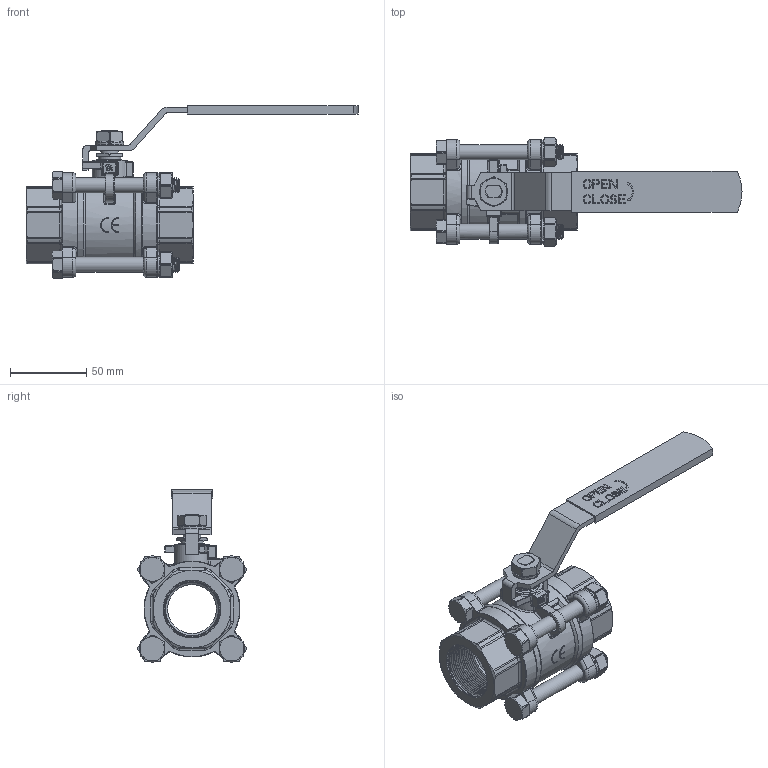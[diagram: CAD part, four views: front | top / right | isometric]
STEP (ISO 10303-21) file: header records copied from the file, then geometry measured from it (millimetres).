
FILE_DESCRIPTION((''),'2;1');
FILE_NAME('911-32.stp','2011-10-27T14:57:51',('gkl'),(''),'Autodesk Inventor 2010','Autodesk Inventor 2010','');
FILE_SCHEMA(('AUTOMOTIVE_DESIGN { 1 0 10303 214 1 1 1 1 }'));
Length unit declared in the file: millimetre
Products named in the file (1): 9032zh-1_asm_Konturvereinfachung_1
Bounding box: 218.3 x 71.4 x 113.64 mm (x, y, z)
Volume: 215543.9 mm3; surface area: 86633.9 mm2
Topology: 1 solids, 3 shells, 1821 faces, 5168 edges, 3393 vertices
Faces by surface type: plane 958, cylinder 467, bspline 177, torus 158, cone 34, sphere 27
Full cylindrical faces by diameter (mm): 10 x4, 11.5 x3, 14.3 x1, 14.5 x1, 14.848 x1, 16.32 x3, 32 x2, 35.11 x26, 51 x2, 53.4 x2, 58.7 x2, 60 x1, 63 x2
Entity records: 92717 total; most frequent: CARTESIAN_POINT 48935, ORIENTED_EDGE 9962, DIRECTION 8066, EDGE_CURVE 4981, VERTEX_POINT 3313, AXIS2_PLACEMENT_3D 2908, VECTOR 2250, LINE 2250
